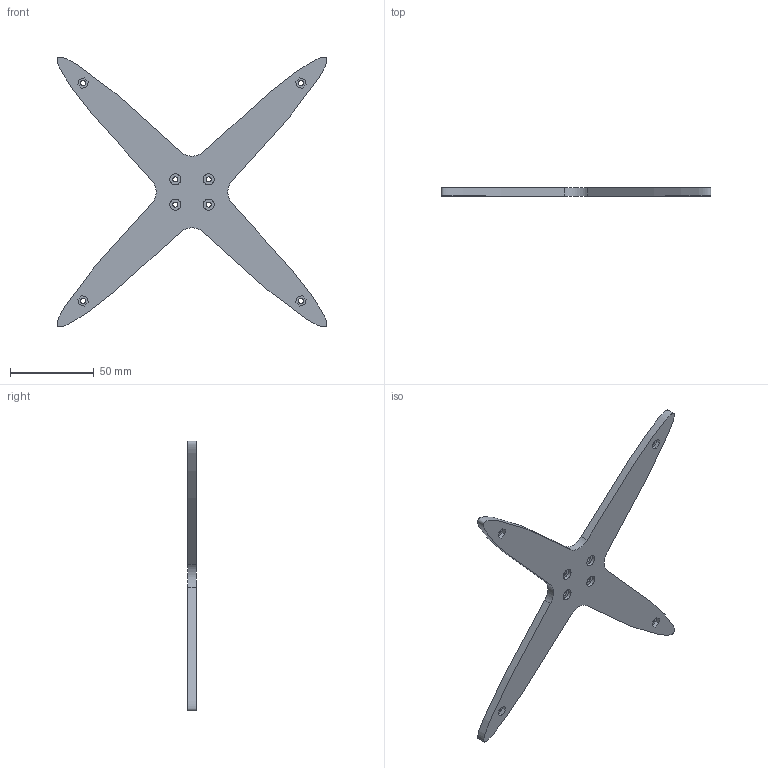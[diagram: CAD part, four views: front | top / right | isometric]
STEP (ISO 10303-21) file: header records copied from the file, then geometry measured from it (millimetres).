
FILE_DESCRIPTION(/* description */ (''),/* implementation_level */ '2;1');
FILE_NAME(/* name */ 'Perseus-heated-bed-adaptor.step',/* time_stamp */ '2022-01-04T22:05:21+08:00',/* author */ (''),/* organization */ (''),/* preprocessor_version */ 'ST-DEVELOPER v18.1',/* originating_system */ 'Autodesk Translation Framework v10.10.0.1391',/* authorisation */ '');
FILE_SCHEMA (('AUTOMOTIVE_DESIGN { 1 0 10303 214 3 1 1 }'));
Length unit declared in the file: millimetre
Products named in the file (1): Bed Adaptor
Bounding box: 160.95 x 5 x 160.95 mm (x, y, z)
Volume: 40616.9 mm3; surface area: 21022.9 mm2
Topology: 1 solids, 1 shells, 54 faces, 132 edges, 88 vertices
Faces by surface type: plane 34, cylinder 16, bspline 4
Full cylindrical faces by diameter (mm): 3 x4, 3.2 x4, 6.6 x4
Entity records: 1681 total; most frequent: CARTESIAN_POINT 311, DIRECTION 274, ORIENTED_EDGE 264, EDGE_CURVE 132, LINE 92, VECTOR 92, AXIS2_PLACEMENT_3D 91, VERTEX_POINT 88
